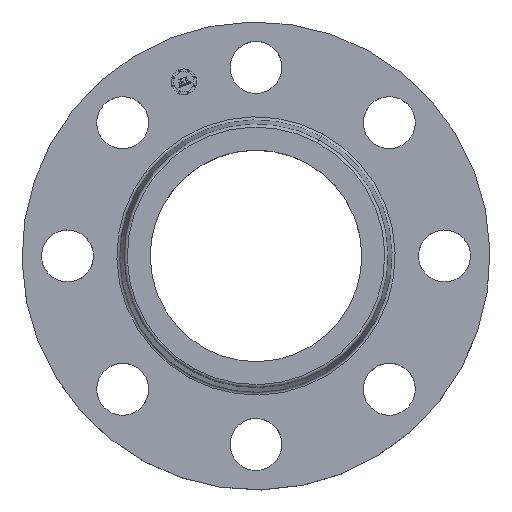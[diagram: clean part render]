
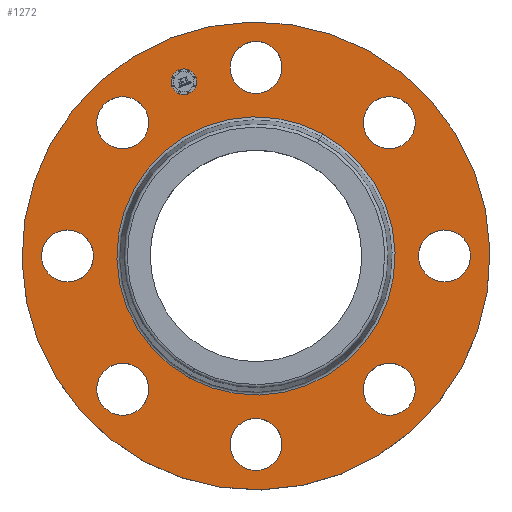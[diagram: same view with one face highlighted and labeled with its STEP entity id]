
A CAD part, top view. The second image highlights one B-rep face of the part: STEP entity #1272.
In plain terms, the highlighted planar face has unit normal (0, 0, 1).
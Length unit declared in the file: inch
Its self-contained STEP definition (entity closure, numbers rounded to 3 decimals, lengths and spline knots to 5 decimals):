
#65=AXIS2_PLACEMENT_3D('Circle Axis2P3D',#63,#64,$) ;
#89=AXIS2_PLACEMENT_3D('Circle Axis2P3D',#87,#88,$) ;
#123=AXIS2_PLACEMENT_3D('Circle Axis2P3D',#121,#122,$) ;
#147=AXIS2_PLACEMENT_3D('Circle Axis2P3D',#145,#146,$) ;
#164=AXIS2_PLACEMENT_3D('Circle Axis2P3D',#162,#163,$) ;
#199=AXIS2_PLACEMENT_3D('Circle Axis2P3D',#197,#198,$) ;
#690=AXIS2_PLACEMENT_3D('Circle Axis2P3D',#688,#689,$) ;
#702=AXIS2_PLACEMENT_3D('Circle Axis2P3D',#700,#701,$) ;
#734=AXIS2_PLACEMENT_3D('Circle Axis2P3D',#732,#733,$) ;
#746=AXIS2_PLACEMENT_3D('Circle Axis2P3D',#744,#745,$) ;
#778=AXIS2_PLACEMENT_3D('Circle Axis2P3D',#776,#777,$) ;
#790=AXIS2_PLACEMENT_3D('Circle Axis2P3D',#788,#789,$) ;
#822=AXIS2_PLACEMENT_3D('Circle Axis2P3D',#820,#821,$) ;
#834=AXIS2_PLACEMENT_3D('Circle Axis2P3D',#832,#833,$) ;
#866=AXIS2_PLACEMENT_3D('Circle Axis2P3D',#864,#865,$) ;
#878=AXIS2_PLACEMENT_3D('Circle Axis2P3D',#876,#877,$) ;
#910=AXIS2_PLACEMENT_3D('Circle Axis2P3D',#908,#909,$) ;
#922=AXIS2_PLACEMENT_3D('Circle Axis2P3D',#920,#921,$) ;
#954=AXIS2_PLACEMENT_3D('Circle Axis2P3D',#952,#953,$) ;
#966=AXIS2_PLACEMENT_3D('Circle Axis2P3D',#964,#965,$) ;
#1212=AXIS2_PLACEMENT_3D('Plane Axis2P3D',#1209,#1210,#1211) ;
#1256=AXIS2_PLACEMENT_3D('Circle Axis2P3D',#1254,#1255,$) ;
#1265=AXIS2_PLACEMENT_3D('Circle Axis2P3D',#1263,#1264,$) ;
#46=CARTESIAN_POINT('Vertex',(-0.43879,3.86471,1.38)) ;
#60=CARTESIAN_POINT('Vertex',(0.43879,3.38529,1.38)) ;
#63=CARTESIAN_POINT('Axis2P3D Location',(0.,3.625,1.38)) ;
#87=CARTESIAN_POINT('Axis2P3D Location',(0.,3.625,1.38)) ;
#118=CARTESIAN_POINT('Vertex',(-2.15741,-3.94912,1.38)) ;
#121=CARTESIAN_POINT('Axis2P3D Location',(0.,0.,1.38)) ;
#125=CARTESIAN_POINT('Vertex',(2.15741,3.94912,1.38)) ;
#145=CARTESIAN_POINT('Axis2P3D Location',(0.,0.,1.38)) ;
#162=CARTESIAN_POINT('Axis2P3D Location',(0.,0.,1.38)) ;
#166=CARTESIAN_POINT('Vertex',(1.28263,2.34784,1.38)) ;
#168=CARTESIAN_POINT('Vertex',(-1.28263,-2.34784,1.38)) ;
#197=CARTESIAN_POINT('Axis2P3D Location',(0.,0.,1.38)) ;
#678=CARTESIAN_POINT('Vertex',(0.43879,-3.86471,1.38)) ;
#685=CARTESIAN_POINT('Vertex',(-0.43879,-3.38529,1.38)) ;
#688=CARTESIAN_POINT('Axis2P3D Location',(0.,-3.625,1.38)) ;
#700=CARTESIAN_POINT('Axis2P3D Location',(0.,-3.625,1.38)) ;
#722=CARTESIAN_POINT('Vertex',(-3.04304,2.42249,1.38)) ;
#729=CARTESIAN_POINT('Vertex',(-2.08349,2.70403,1.38)) ;
#732=CARTESIAN_POINT('Axis2P3D Location',(-2.56326,2.56326,1.38)) ;
#744=CARTESIAN_POINT('Axis2P3D Location',(-2.56326,2.56326,1.38)) ;
#766=CARTESIAN_POINT('Vertex',(3.04304,-2.42249,1.38)) ;
#773=CARTESIAN_POINT('Vertex',(2.08349,-2.70403,1.38)) ;
#776=CARTESIAN_POINT('Axis2P3D Location',(2.56326,-2.56326,1.38)) ;
#788=CARTESIAN_POINT('Axis2P3D Location',(2.56326,-2.56326,1.38)) ;
#810=CARTESIAN_POINT('Vertex',(2.42249,3.04304,1.38)) ;
#817=CARTESIAN_POINT('Vertex',(2.70403,2.08349,1.38)) ;
#820=CARTESIAN_POINT('Axis2P3D Location',(2.56326,2.56326,1.38)) ;
#832=CARTESIAN_POINT('Axis2P3D Location',(2.56326,2.56326,1.38)) ;
#854=CARTESIAN_POINT('Vertex',(-3.86471,-0.43879,1.38)) ;
#861=CARTESIAN_POINT('Vertex',(-3.38529,0.43879,1.38)) ;
#864=CARTESIAN_POINT('Axis2P3D Location',(-3.625,0.,1.38)) ;
#876=CARTESIAN_POINT('Axis2P3D Location',(-3.625,0.,1.38)) ;
#898=CARTESIAN_POINT('Vertex',(-2.42249,-3.04304,1.38)) ;
#905=CARTESIAN_POINT('Vertex',(-2.70403,-2.08349,1.38)) ;
#908=CARTESIAN_POINT('Axis2P3D Location',(-2.56326,-2.56326,1.38)) ;
#920=CARTESIAN_POINT('Axis2P3D Location',(-2.56326,-2.56326,1.38)) ;
#942=CARTESIAN_POINT('Vertex',(3.86471,0.43879,1.38)) ;
#949=CARTESIAN_POINT('Vertex',(3.38529,-0.43879,1.38)) ;
#952=CARTESIAN_POINT('Axis2P3D Location',(3.625,0.,1.38)) ;
#964=CARTESIAN_POINT('Axis2P3D Location',(3.625,0.,1.38)) ;
#1209=CARTESIAN_POINT('Axis2P3D Location',(0.,4.5,1.38)) ;
#1254=CARTESIAN_POINT('Axis2P3D Location',(-1.38723,3.34906,1.38)) ;
#1258=CARTESIAN_POINT('Vertex',(-1.61589,3.25435,1.38)) ;
#1260=CARTESIAN_POINT('Vertex',(-1.15857,3.44378,1.38)) ;
#1263=CARTESIAN_POINT('Axis2P3D Location',(-1.38723,3.34906,1.38)) ;
#64=DIRECTION('Axis2P3D Direction',(0.,-0.,-0.039)) ;
#88=DIRECTION('Axis2P3D Direction',(0.,-0.,-0.039)) ;
#122=DIRECTION('Axis2P3D Direction',(0.,0.,-0.039)) ;
#146=DIRECTION('Axis2P3D Direction',(0.,0.,-0.039)) ;
#163=DIRECTION('Axis2P3D Direction',(0.,0.,-0.039)) ;
#198=DIRECTION('Axis2P3D Direction',(0.,0.,-0.039)) ;
#689=DIRECTION('Axis2P3D Direction',(-0.,0.,-0.039)) ;
#701=DIRECTION('Axis2P3D Direction',(-0.,0.,-0.039)) ;
#733=DIRECTION('Axis2P3D Direction',(0.,0.,-0.039)) ;
#745=DIRECTION('Axis2P3D Direction',(0.,0.,-0.039)) ;
#777=DIRECTION('Axis2P3D Direction',(-0.,0.,-0.039)) ;
#789=DIRECTION('Axis2P3D Direction',(-0.,0.,-0.039)) ;
#821=DIRECTION('Axis2P3D Direction',(0.,-0.,-0.039)) ;
#833=DIRECTION('Axis2P3D Direction',(0.,-0.,-0.039)) ;
#865=DIRECTION('Axis2P3D Direction',(0.,0.,-0.039)) ;
#877=DIRECTION('Axis2P3D Direction',(0.,0.,-0.039)) ;
#909=DIRECTION('Axis2P3D Direction',(0.,0.,-0.039)) ;
#921=DIRECTION('Axis2P3D Direction',(0.,0.,-0.039)) ;
#953=DIRECTION('Axis2P3D Direction',(0.,-0.,-0.039)) ;
#965=DIRECTION('Axis2P3D Direction',(0.,-0.,-0.039)) ;
#1210=DIRECTION('Axis2P3D Direction',(0.,0.,-0.039)) ;
#1211=DIRECTION('Axis2P3D XDirection',(0.039,0.,0.)) ;
#1255=DIRECTION('Axis2P3D Direction',(0.,0.,-0.039)) ;
#1264=DIRECTION('Axis2P3D Direction',(0.,0.,-0.039)) ;
#1215=ORIENTED_EDGE('',*,*,#149,.F.) ;
#1216=ORIENTED_EDGE('',*,*,#127,.F.) ;
#1219=ORIENTED_EDGE('',*,*,#67,.T.) ;
#1220=ORIENTED_EDGE('',*,*,#91,.T.) ;
#1223=ORIENTED_EDGE('',*,*,#201,.T.) ;
#1224=ORIENTED_EDGE('',*,*,#170,.T.) ;
#1227=ORIENTED_EDGE('',*,*,#836,.T.) ;
#1228=ORIENTED_EDGE('',*,*,#824,.T.) ;
#1231=ORIENTED_EDGE('',*,*,#968,.T.) ;
#1232=ORIENTED_EDGE('',*,*,#956,.T.) ;
#1235=ORIENTED_EDGE('',*,*,#792,.T.) ;
#1236=ORIENTED_EDGE('',*,*,#780,.T.) ;
#1239=ORIENTED_EDGE('',*,*,#704,.T.) ;
#1240=ORIENTED_EDGE('',*,*,#692,.T.) ;
#1243=ORIENTED_EDGE('',*,*,#924,.T.) ;
#1244=ORIENTED_EDGE('',*,*,#912,.T.) ;
#1247=ORIENTED_EDGE('',*,*,#880,.T.) ;
#1248=ORIENTED_EDGE('',*,*,#868,.T.) ;
#1251=ORIENTED_EDGE('',*,*,#748,.T.) ;
#1252=ORIENTED_EDGE('',*,*,#736,.T.) ;
#1269=ORIENTED_EDGE('',*,*,#1262,.T.) ;
#1270=ORIENTED_EDGE('',*,*,#1267,.T.) ;
#1221=FACE_BOUND('',#1218,.T.) ;
#1225=FACE_BOUND('',#1222,.T.) ;
#1229=FACE_BOUND('',#1226,.T.) ;
#1233=FACE_BOUND('',#1230,.T.) ;
#1237=FACE_BOUND('',#1234,.T.) ;
#1241=FACE_BOUND('',#1238,.T.) ;
#1245=FACE_BOUND('',#1242,.T.) ;
#1249=FACE_BOUND('',#1246,.T.) ;
#1253=FACE_BOUND('',#1250,.T.) ;
#1271=FACE_BOUND('',#1268,.T.) ;
#1272=ADVANCED_FACE('PartBody',(#1217,#1221,#1225,#1229,#1233,#1237,#1241,#1245,#1249,#1253,#1271),#1213,.F.) ;
#66=CIRCLE('generated circle',#65,0.5) ;
#90=CIRCLE('generated circle',#89,0.5) ;
#124=CIRCLE('generated circle',#123,4.5) ;
#148=CIRCLE('generated circle',#147,4.5) ;
#165=CIRCLE('generated circle',#164,2.67535) ;
#200=CIRCLE('generated circle',#199,2.67535) ;
#691=CIRCLE('generated circle',#690,0.5) ;
#703=CIRCLE('generated circle',#702,0.5) ;
#735=CIRCLE('generated circle',#734,0.5) ;
#747=CIRCLE('generated circle',#746,0.5) ;
#779=CIRCLE('generated circle',#778,0.5) ;
#791=CIRCLE('generated circle',#790,0.5) ;
#823=CIRCLE('generated circle',#822,0.5) ;
#835=CIRCLE('generated circle',#834,0.5) ;
#867=CIRCLE('generated circle',#866,0.5) ;
#879=CIRCLE('generated circle',#878,0.5) ;
#911=CIRCLE('generated circle',#910,0.5) ;
#923=CIRCLE('generated circle',#922,0.5) ;
#955=CIRCLE('generated circle',#954,0.5) ;
#967=CIRCLE('generated circle',#966,0.5) ;
#1257=CIRCLE('generated circle',#1256,0.2475) ;
#1266=CIRCLE('generated circle',#1265,0.2475) ;
#67=EDGE_CURVE('',#47,#61,#66,.T.) ;
#91=EDGE_CURVE('',#61,#47,#90,.T.) ;
#127=EDGE_CURVE('',#119,#126,#124,.T.) ;
#149=EDGE_CURVE('',#126,#119,#148,.T.) ;
#170=EDGE_CURVE('',#167,#169,#165,.T.) ;
#201=EDGE_CURVE('',#169,#167,#200,.T.) ;
#692=EDGE_CURVE('',#679,#686,#691,.T.) ;
#704=EDGE_CURVE('',#686,#679,#703,.T.) ;
#736=EDGE_CURVE('',#723,#730,#735,.T.) ;
#748=EDGE_CURVE('',#730,#723,#747,.T.) ;
#780=EDGE_CURVE('',#767,#774,#779,.T.) ;
#792=EDGE_CURVE('',#774,#767,#791,.T.) ;
#824=EDGE_CURVE('',#811,#818,#823,.T.) ;
#836=EDGE_CURVE('',#818,#811,#835,.T.) ;
#868=EDGE_CURVE('',#855,#862,#867,.T.) ;
#880=EDGE_CURVE('',#862,#855,#879,.T.) ;
#912=EDGE_CURVE('',#899,#906,#911,.T.) ;
#924=EDGE_CURVE('',#906,#899,#923,.T.) ;
#956=EDGE_CURVE('',#943,#950,#955,.T.) ;
#968=EDGE_CURVE('',#950,#943,#967,.T.) ;
#1262=EDGE_CURVE('',#1259,#1261,#1257,.T.) ;
#1267=EDGE_CURVE('',#1261,#1259,#1266,.T.) ;
#1214=EDGE_LOOP('',(#1215,#1216)) ;
#1218=EDGE_LOOP('',(#1219,#1220)) ;
#1222=EDGE_LOOP('',(#1223,#1224)) ;
#1226=EDGE_LOOP('',(#1227,#1228)) ;
#1230=EDGE_LOOP('',(#1231,#1232)) ;
#1234=EDGE_LOOP('',(#1235,#1236)) ;
#1238=EDGE_LOOP('',(#1239,#1240)) ;
#1242=EDGE_LOOP('',(#1243,#1244)) ;
#1246=EDGE_LOOP('',(#1247,#1248)) ;
#1250=EDGE_LOOP('',(#1251,#1252)) ;
#1268=EDGE_LOOP('',(#1269,#1270)) ;
#1217=FACE_OUTER_BOUND('',#1214,.T.) ;
#1213=PLANE('',#1212) ;
#47=VERTEX_POINT('',#46) ;
#61=VERTEX_POINT('',#60) ;
#119=VERTEX_POINT('',#118) ;
#126=VERTEX_POINT('',#125) ;
#167=VERTEX_POINT('',#166) ;
#169=VERTEX_POINT('',#168) ;
#679=VERTEX_POINT('',#678) ;
#686=VERTEX_POINT('',#685) ;
#723=VERTEX_POINT('',#722) ;
#730=VERTEX_POINT('',#729) ;
#767=VERTEX_POINT('',#766) ;
#774=VERTEX_POINT('',#773) ;
#811=VERTEX_POINT('',#810) ;
#818=VERTEX_POINT('',#817) ;
#855=VERTEX_POINT('',#854) ;
#862=VERTEX_POINT('',#861) ;
#899=VERTEX_POINT('',#898) ;
#906=VERTEX_POINT('',#905) ;
#943=VERTEX_POINT('',#942) ;
#950=VERTEX_POINT('',#949) ;
#1259=VERTEX_POINT('',#1258) ;
#1261=VERTEX_POINT('',#1260) ;
